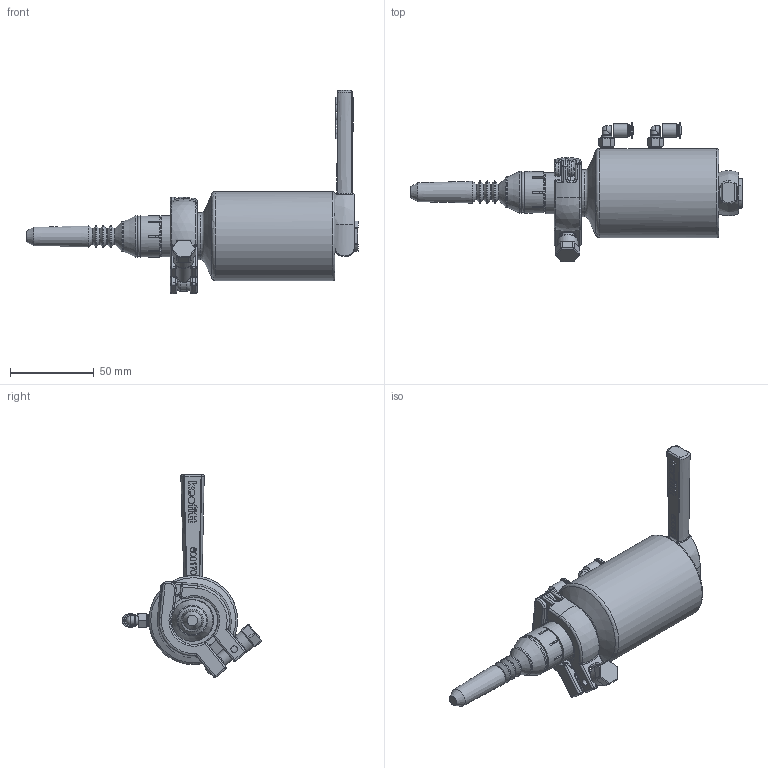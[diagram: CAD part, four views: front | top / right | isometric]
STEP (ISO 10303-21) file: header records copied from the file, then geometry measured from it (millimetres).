
FILE_DESCRIPTION(/* description */ (''),/* implementation_level */ '2;1');
FILE_NAME(/* name */ '893144PTFE.stp',/* time_stamp */ '2022-04-07T12:25:51+02:00',/* author */ ('rasmus'),/* organization */ (''),/* preprocessor_version */ 'ST-DEVELOPER v18.1',/* originating_system */ 'Autodesk Inventor 2022',/* authorisation */ '');
FILE_SCHEMA (('AUTOMOTIVE_DESIGN { 1 0 10303 214 3 1 1 }'));
Length unit declared in the file: millimetre
Products named in the file (1): Assembly1
Bounding box: 198.18 x 83.24 x 121.3 mm (x, y, z)
Volume: 230554.4 mm3; surface area: 41565.1 mm2
Topology: 1 solids, 4 shells, 1007 faces, 2722 edges, 1704 vertices
Faces by surface type: plane 354, bspline 211, cylinder 209, torus 100, cone 79, sphere 54
Full cylindrical faces by diameter (mm): 4 x4, 5 x2, 6 x4, 6.25 x2, 7.388 x2, 7.4 x3, 7.6 x2, 8 x3, 9.6 x1, 12 x1, 16 x1, 17.9 x1, 18.2 x1, 24.5 x1, 24.8 x2, 28 x1, 29.9 x1, 35.5 x1, 53 x1
Entity records: 40500 total; most frequent: CARTESIAN_POINT 15685, ORIENTED_EDGE 5366, DIRECTION 4400, EDGE_CURVE 2683, VERTEX_POINT 1703, AXIS2_PLACEMENT_3D 1626, LINE 1148, VECTOR 1148
